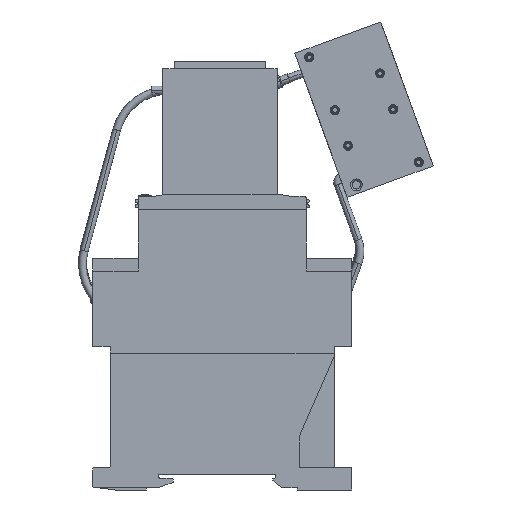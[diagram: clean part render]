
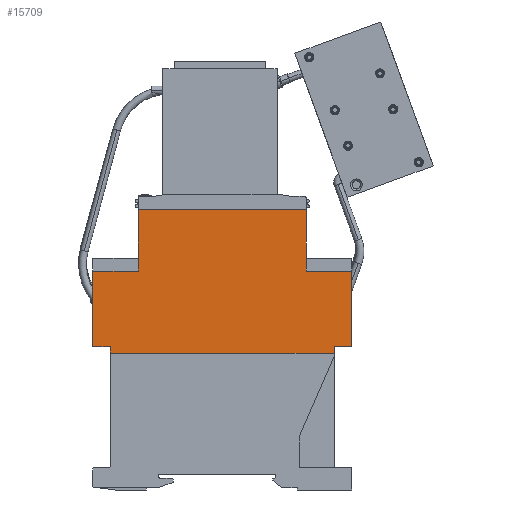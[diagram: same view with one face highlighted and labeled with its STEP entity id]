
A CAD part, left-side view. The second image highlights one B-rep face of the part: STEP entity #15709.
In plain terms, the highlighted planar face has unit normal (-1, 0, 0).
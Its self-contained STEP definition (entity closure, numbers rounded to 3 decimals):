
#15709=ADVANCED_FACE('',(#42932),#42933,.F.);
#22337=VERTEX_POINT('',#50661);
#22341=VERTEX_POINT('',#50665);
#22343=EDGE_CURVE('',#22337,#22341,#50667,.T.);
#22429=VERTEX_POINT('',#50753);
#22433=EDGE_CURVE('',#22429,#22337,#50757,.T.);
#22479=VERTEX_POINT('',#50803);
#22483=EDGE_CURVE('',#22429,#22479,#50807,.T.);
#26423=VERTEX_POINT('',#54747);
#26425=VERTEX_POINT('',#54749);
#26427=EDGE_CURVE('',#26423,#26425,#54751,.T.);
#29651=VERTEX_POINT('',#57975);
#29655=EDGE_CURVE('',#26425,#29651,#57979,.T.);
#31997=VERTEX_POINT('',#60321);
#31999=VERTEX_POINT('',#60323);
#32001=EDGE_CURVE('',#31997,#31999,#60325,.T.);
#32091=EDGE_CURVE('',#22479,#31997,#60415,.T.);
#32187=VERTEX_POINT('',#60511);
#32191=EDGE_CURVE('',#31999,#32187,#60515,.T.);
#32359=VERTEX_POINT('',#60683);
#32363=VERTEX_POINT('',#60687);
#32365=EDGE_CURVE('',#32363,#32359,#60689,.T.);
#32385=VERTEX_POINT('',#60709);
#32387=VERTEX_POINT('',#60711);
#32389=EDGE_CURVE('',#32385,#32387,#60713,.T.);
#32465=VERTEX_POINT('',#60789);
#32469=EDGE_CURVE('',#32387,#32465,#60793,.T.);
#32539=EDGE_CURVE('',#32359,#32385,#60863,.T.);
#32671=EDGE_CURVE('',#29651,#32363,#60995,.T.);
#32673=EDGE_CURVE('',#26423,#32187,#60997,.T.);
#32675=VERTEX_POINT('',#60999);
#32677=EDGE_CURVE('',#32675,#32465,#61001,.T.);
#32679=VERTEX_POINT('',#61003);
#32681=EDGE_CURVE('',#32679,#32675,#61005,.T.);
#32683=VERTEX_POINT('',#61007);
#32685=EDGE_CURVE('',#32683,#32679,#61009,.T.);
#32687=VERTEX_POINT('',#61011);
#32689=EDGE_CURVE('',#32687,#32683,#61013,.T.);
#32691=VERTEX_POINT('',#61015);
#32693=EDGE_CURVE('',#32691,#32687,#61017,.T.);
#32695=VERTEX_POINT('',#61019);
#32697=EDGE_CURVE('',#32695,#32691,#61021,.T.);
#32699=EDGE_CURVE('',#22341,#32695,#61023,.T.);
#42932=FACE_OUTER_BOUND('',#71270,.T.);
#42933=PLANE('',#71271);
#50661=CARTESIAN_POINT('',(0.05,26.683,71.8));
#50665=CARTESIAN_POINT('',(0.05,26.683,47.0));
#50667=LINE('',#81983,#81984);
#50753=CARTESIAN_POINT('',(0.05,26.693,71.8));
#50757=LINE('',#82117,#82118);
#50803=CARTESIAN_POINT('',(0.05,26.693,71.79));
#50807=LINE('',#82191,#82192);
#54747=CARTESIAN_POINT('',(0.05,41.683,92.0));
#54749=CARTESIAN_POINT('',(0.05,96.673,92.0));
#54751=LINE('',#88766,#88767);
#57975=CARTESIAN_POINT('',(0.05,96.683,92.0));
#57979=LINE('',#93857,#93858);
#60321=CARTESIAN_POINT('',(0.05,41.693,71.79));
#60323=CARTESIAN_POINT('',(0.05,41.693,75.99));
#60325=LINE('',#97540,#97541);
#60415=LINE('',#97681,#97682);
#60511=CARTESIAN_POINT('',(0.05,41.683,75.99));
#60515=LINE('',#97844,#97845);
#60683=CARTESIAN_POINT('',(0.05,96.673,75.99));
#60687=CARTESIAN_POINT('',(0.05,96.683,75.99));
#60689=LINE('',#98132,#98133);
#60709=CARTESIAN_POINT('',(0.05,96.673,71.79));
#60711=CARTESIAN_POINT('',(0.05,111.673,71.79));
#60713=LINE('',#98169,#98170);
#60789=CARTESIAN_POINT('',(0.05,111.673,71.8));
#60793=LINE('',#98296,#98297);
#60863=LINE('',#98413,#98414);
#60995=LINE('',#98633,#98634);
#60997=LINE('',#98637,#98638);
#60999=CARTESIAN_POINT('',(0.05,111.683,71.8));
#61001=LINE('',#98643,#98644);
#61003=CARTESIAN_POINT('',(0.05,111.683,47.0));
#61005=LINE('',#98649,#98650);
#61007=CARTESIAN_POINT('',(0.05,105.883,47.0));
#61009=LINE('',#98655,#98656);
#61011=CARTESIAN_POINT('',(0.05,105.883,44.9));
#61013=LINE('',#98661,#98662);
#61015=CARTESIAN_POINT('',(0.05,32.483,44.9));
#61017=LINE('',#98667,#98668);
#61019=CARTESIAN_POINT('',(0.05,32.483,47.0));
#61021=LINE('',#98673,#98674);
#61023=LINE('',#98677,#98678);
#71270=EDGE_LOOP('',(#121631,#121632,#121633,#121634,#121635,#121636,#121637,#121638,#121639,#121640,#121641,#121642,#121643,#121644,#121645,#121646,#121647,#121648,#121649,#121650,#121651));
#71271=AXIS2_PLACEMENT_3D('',#121652,#121653,#121654);
#81983=CARTESIAN_POINT('',(0.05,26.683,71.6));
#81984=VECTOR('',#132530,1.0);
#82117=CARTESIAN_POINT('',(0.05,41.683,71.8));
#82118=VECTOR('',#132567,1.0);
#82191=CARTESIAN_POINT('',(0.05,26.693,68.021));
#82192=VECTOR('',#132594,1.0);
#88766=CARTESIAN_POINT('',(0.05,41.683,92.0));
#88767=VECTOR('',#134257,1.0);
#93857=CARTESIAN_POINT('',(0.05,41.683,92.0));
#93858=VECTOR('',#135468,1.0);
#97540=CARTESIAN_POINT('',(0.05,41.693,68.021));
#97541=VECTOR('',#136379,1.0);
#97681=CARTESIAN_POINT('',(0.05,52.563,71.79));
#97682=VECTOR('',#136412,1.0);
#97844=CARTESIAN_POINT('',(0.05,52.213,75.99));
#97845=VECTOR('',#136451,1.0);
#98132=CARTESIAN_POINT('',(0.05,86.153,75.99));
#98133=VECTOR('',#136508,1.0);
#98169=CARTESIAN_POINT('',(0.05,85.803,71.79));
#98170=VECTOR('',#136522,1.0);
#98296=CARTESIAN_POINT('',(0.05,111.673,68.021));
#98297=VECTOR('',#136553,1.0);
#98413=CARTESIAN_POINT('',(0.05,96.673,68.021));
#98414=VECTOR('',#136579,1.0);
#98633=CARTESIAN_POINT('',(0.05,96.683,92.0));
#98634=VECTOR('',#136623,1.0);
#98637=CARTESIAN_POINT('',(0.05,41.683,86.85));
#98638=VECTOR('',#136624,1.0);
#98643=CARTESIAN_POINT('',(0.05,111.683,71.8));
#98644=VECTOR('',#136625,1.0);
#98649=CARTESIAN_POINT('',(0.05,111.683,71.6));
#98650=VECTOR('',#136626,1.0);
#98655=CARTESIAN_POINT('',(0.05,105.883,47.0));
#98656=VECTOR('',#136627,1.0);
#98661=CARTESIAN_POINT('',(0.05,105.883,44.9));
#98662=VECTOR('',#136628,1.0);
#98667=CARTESIAN_POINT('',(0.05,32.483,44.9));
#98668=VECTOR('',#136629,1.0);
#98673=CARTESIAN_POINT('',(0.05,32.483,47.0));
#98674=VECTOR('',#136630,1.0);
#98677=CARTESIAN_POINT('',(0.05,26.683,47.0));
#98678=VECTOR('',#136631,1.0);
#121631=ORIENTED_EDGE('',*,*,#32191,.T.);
#121632=ORIENTED_EDGE('',*,*,#32673,.F.);
#121633=ORIENTED_EDGE('',*,*,#26427,.T.);
#121634=ORIENTED_EDGE('',*,*,#29655,.T.);
#121635=ORIENTED_EDGE('',*,*,#32671,.T.);
#121636=ORIENTED_EDGE('',*,*,#32365,.T.);
#121637=ORIENTED_EDGE('',*,*,#32539,.T.);
#121638=ORIENTED_EDGE('',*,*,#32389,.T.);
#121639=ORIENTED_EDGE('',*,*,#32469,.T.);
#121640=ORIENTED_EDGE('',*,*,#32677,.F.);
#121641=ORIENTED_EDGE('',*,*,#32681,.F.);
#121642=ORIENTED_EDGE('',*,*,#32685,.F.);
#121643=ORIENTED_EDGE('',*,*,#32689,.F.);
#121644=ORIENTED_EDGE('',*,*,#32693,.F.);
#121645=ORIENTED_EDGE('',*,*,#32697,.F.);
#121646=ORIENTED_EDGE('',*,*,#32699,.F.);
#121647=ORIENTED_EDGE('',*,*,#22343,.F.);
#121648=ORIENTED_EDGE('',*,*,#22433,.F.);
#121649=ORIENTED_EDGE('',*,*,#22483,.T.);
#121650=ORIENTED_EDGE('',*,*,#32091,.T.);
#121651=ORIENTED_EDGE('',*,*,#32001,.T.);
#121652=CARTESIAN_POINT('',(0.05,69.183,64.252));
#121653=DIRECTION('',(1.0,0.0,0.0));
#121654=DIRECTION('',(0.0,0.0,-1.0));
#132530=DIRECTION('',(0.0,0.0,-1.0));
#132567=DIRECTION('',(0.0,-1.0,0.0));
#132594=DIRECTION('',(0.0,0.0,-1.0));
#134257=DIRECTION('',(0.0,1.0,0.0));
#135468=DIRECTION('',(0.0,1.0,0.0));
#136379=DIRECTION('',(0.0,0.0,1.0));
#136412=DIRECTION('',(0.0,1.0,0.0));
#136451=DIRECTION('',(0.0,-1.0,0.0));
#136508=DIRECTION('',(0.0,-1.0,0.0));
#136522=DIRECTION('',(0.0,1.0,0.0));
#136553=DIRECTION('',(0.0,0.0,1.0));
#136579=DIRECTION('',(0.0,0.0,-1.0));
#136623=DIRECTION('',(0.0,0.0,-1.0));
#136624=DIRECTION('',(0.0,0.0,-1.0));
#136625=DIRECTION('',(0.0,-1.0,0.0));
#136626=DIRECTION('',(0.0,0.0,1.0));
#136627=DIRECTION('',(0.0,1.0,0.0));
#136628=DIRECTION('',(0.0,0.0,1.0));
#136629=DIRECTION('',(0.0,1.0,0.0));
#136630=DIRECTION('',(0.0,0.0,-1.0));
#136631=DIRECTION('',(0.0,1.0,0.0));
